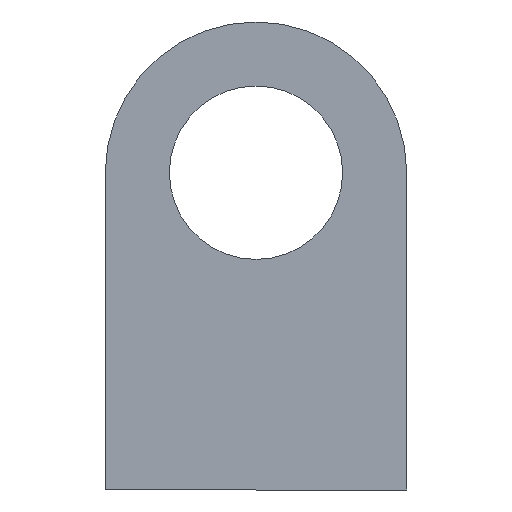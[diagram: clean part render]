
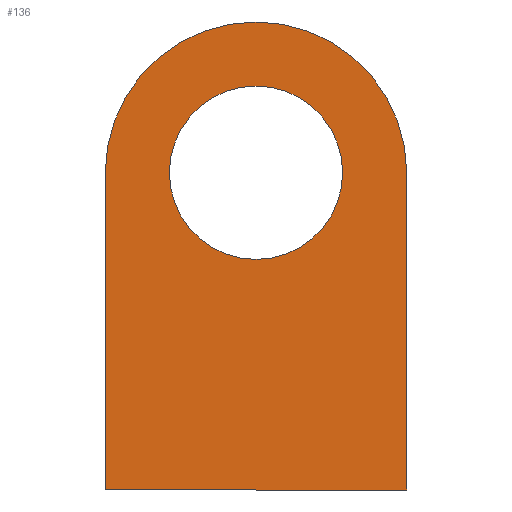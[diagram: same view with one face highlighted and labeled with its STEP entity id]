
A CAD part, left-side view. The second image highlights one B-rep face of the part: STEP entity #136.
In plain terms, the highlighted planar face has unit normal (-1, 0, 0).
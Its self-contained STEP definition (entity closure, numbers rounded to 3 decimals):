
#1 = EDGE_CURVE ( 'NONE', #93, #16, #145, .T. ) ;
#6 = DIRECTION ( 'NONE',  ( 0., 0., -1. ) ) ;
#14 = CARTESIAN_POINT ( 'NONE',  ( 0., -9.5, -20. ) ) ;
#16 = VERTEX_POINT ( 'NONE', #312 ) ;
#22 = VERTEX_POINT ( 'NONE', #30 ) ;
#29 = CARTESIAN_POINT ( 'NONE',  ( 0., 0., 0. ) ) ;
#30 = CARTESIAN_POINT ( 'NONE',  ( 0., 9.5, 0. ) ) ;
#52 = ORIENTED_EDGE ( 'NONE', *, *, #1, .F. ) ;
#57 = VECTOR ( 'NONE', #295, 1000. ) ;
#78 = DIRECTION ( 'NONE',  ( 1., 0., 0. ) ) ;
#79 = LINE ( 'NONE', #14, #57 ) ;
#93 = VERTEX_POINT ( 'NONE', #126 ) ;
#105 = AXIS2_PLACEMENT_3D ( 'NONE', #29, #177, #283 ) ;
#111 = CIRCLE ( 'NONE', #314, 5.463 ) ;
#117 = ORIENTED_EDGE ( 'NONE', *, *, #287, .F. ) ;
#119 = VERTEX_POINT ( 'NONE', #223 ) ;
#126 = CARTESIAN_POINT ( 'NONE',  ( 0., 0., 9.5 ) ) ;
#127 = DIRECTION ( 'NONE',  ( 0., 0., -1. ) ) ;
#128 = EDGE_CURVE ( 'NONE', #22, #93, #330, .T. ) ;
#130 = DIRECTION ( 'NONE',  ( 1., 0., 0. ) ) ;
#133 = ORIENTED_EDGE ( 'NONE', *, *, #186, .F. ) ;
#134 = DIRECTION ( 'NONE',  ( 0., 1., 0. ) ) ;
#136 = ADVANCED_FACE ( 'NONE', ( #164, #207 ), #159, .F. ) ;
#141 = DIRECTION ( 'NONE',  ( 0., 0., 1. ) ) ;
#142 = CARTESIAN_POINT ( 'NONE',  ( 0., 9.5, -20. ) ) ;
#145 = CIRCLE ( 'NONE', #105, 9.5 ) ;
#155 = VERTEX_POINT ( 'NONE', #315 ) ;
#159 = PLANE ( 'NONE',  #166 ) ;
#164 = FACE_OUTER_BOUND ( 'NONE', #191, .T. ) ;
#165 = CARTESIAN_POINT ( 'NONE',  ( 0., 0., 0. ) ) ;
#166 = AXIS2_PLACEMENT_3D ( 'NONE', #284, #130, #127 ) ;
#177 = DIRECTION ( 'NONE',  ( 1., 0., 0. ) ) ;
#178 = LINE ( 'NONE', #184, #188 ) ;
#179 = VERTEX_POINT ( 'NONE', #255 ) ;
#180 = ORIENTED_EDGE ( 'NONE', *, *, #128, .F. ) ;
#184 = CARTESIAN_POINT ( 'NONE',  ( 0., 9.5, -20. ) ) ;
#186 = EDGE_CURVE ( 'NONE', #179, #376, #178, .T. ) ;
#188 = VECTOR ( 'NONE', #134, 1000. ) ;
#191 = EDGE_LOOP ( 'NONE', ( #307, #52, #180, #117, #133 ) ) ;
#207 = FACE_BOUND ( 'NONE', #274, .T. ) ;
#219 = DIRECTION ( 'NONE',  ( 0., 0., 1. ) ) ;
#223 = CARTESIAN_POINT ( 'NONE',  ( 0., 0., -5.463 ) ) ;
#253 = EDGE_CURVE ( 'NONE', #119, #155, #111, .T. ) ;
#255 = CARTESIAN_POINT ( 'NONE',  ( 0., -9.5, -20. ) ) ;
#256 = EDGE_CURVE ( 'NONE', #155, #119, #267, .T. ) ;
#257 = CARTESIAN_POINT ( 'NONE',  ( 0., 0., 0. ) ) ;
#260 = DIRECTION ( 'NONE',  ( 1., 0., 0. ) ) ;
#267 = CIRCLE ( 'NONE', #410, 5.463 ) ;
#274 = EDGE_LOOP ( 'NONE', ( #345, #408 ) ) ;
#283 = DIRECTION ( 'NONE',  ( 0., 0., 1. ) ) ;
#284 = CARTESIAN_POINT ( 'NONE',  ( 0., 0., 0. ) ) ;
#287 = EDGE_CURVE ( 'NONE', #376, #22, #379, .T. ) ;
#295 = DIRECTION ( 'NONE',  ( 0., 0., -1. ) ) ;
#307 = ORIENTED_EDGE ( 'NONE', *, *, #377, .F. ) ;
#312 = CARTESIAN_POINT ( 'NONE',  ( 0., -9.5, 0. ) ) ;
#314 = AXIS2_PLACEMENT_3D ( 'NONE', #165, #78, #395 ) ;
#315 = CARTESIAN_POINT ( 'NONE',  ( 0., 0., 5.463 ) ) ;
#317 = DIRECTION ( 'NONE',  ( 1., 0., 0. ) ) ;
#320 = CARTESIAN_POINT ( 'NONE',  ( 0., 0., 0. ) ) ;
#322 = CARTESIAN_POINT ( 'NONE',  ( 0., 9.5, 0. ) ) ;
#330 = CIRCLE ( 'NONE', #360, 9.5 ) ;
#345 = ORIENTED_EDGE ( 'NONE', *, *, #256, .T. ) ;
#360 = AXIS2_PLACEMENT_3D ( 'NONE', #320, #317, #219 ) ;
#376 = VERTEX_POINT ( 'NONE', #142 ) ;
#377 = EDGE_CURVE ( 'NONE', #16, #179, #79, .T. ) ;
#379 = LINE ( 'NONE', #322, #412 ) ;
#395 = DIRECTION ( 'NONE',  ( 0., 0., -1. ) ) ;
#408 = ORIENTED_EDGE ( 'NONE', *, *, #253, .T. ) ;
#410 = AXIS2_PLACEMENT_3D ( 'NONE', #257, #260, #6 ) ;
#412 = VECTOR ( 'NONE', #141, 1000. ) ;
